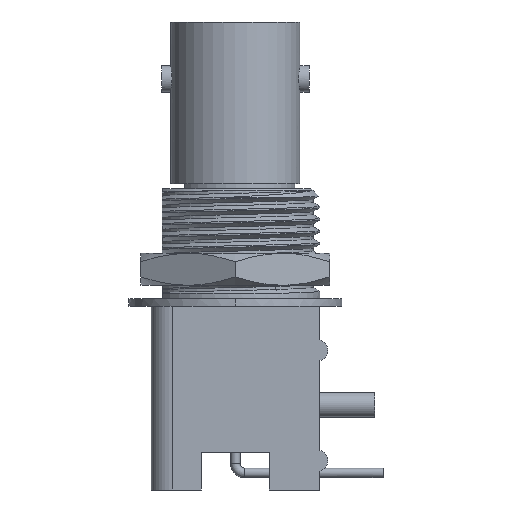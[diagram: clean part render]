
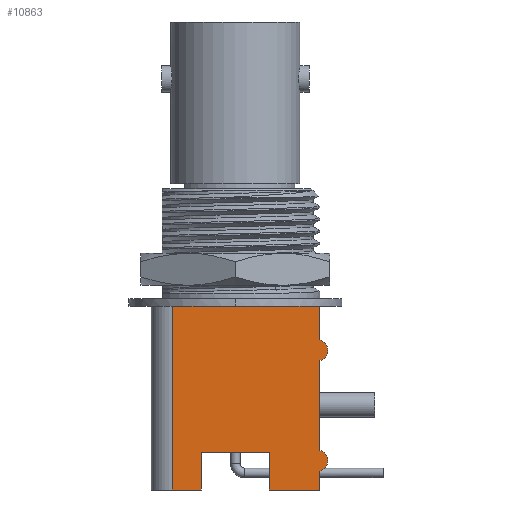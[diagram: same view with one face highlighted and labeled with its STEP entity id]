
A CAD part, left-side view. The second image highlights one B-rep face of the part: STEP entity #10863.
In plain terms, the highlighted planar face has unit normal (-1, 0, 0).
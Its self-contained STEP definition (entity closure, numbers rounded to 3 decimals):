
#2703=DIRECTION('',(0.,1.,0.));
#2704=VECTOR('',#2703,1.773);
#2705=CARTESIAN_POINT('',(-7.379,2.926,-21.209));
#2706=LINE('',#2705,#2704);
#2725=DIRECTION('',(0.,1.,0.));
#2726=VECTOR('',#2725,3.348);
#2727=CARTESIAN_POINT('',(-7.379,-6.274,-21.209));
#2728=LINE('',#2727,#2726);
#2880=DIRECTION('',(0.,0.,-1.));
#2881=VECTOR('',#2880,13.716);
#2882=CARTESIAN_POINT('',(-7.379,4.699,-21.209));
#2883=LINE('',#2882,#2881);
#2884=DIRECTION('',(0.,-1.,0.));
#2885=VECTOR('',#2884,5.851);
#2886=CARTESIAN_POINT('',(-7.379,2.926,-21.209));
#2887=LINE('',#2886,#2885);
#2888=DIRECTION('',(0.,0.,-1.));
#2889=VECTOR('',#2888,2.519);
#2890=CARTESIAN_POINT('',(-7.379,-6.274,-21.209));
#2891=LINE('',#2890,#2889);
#2892=CARTESIAN_POINT('',(-7.379,-6.121,-24.5));
#2893=DIRECTION('',(-1.,0.,0.));
#2894=DIRECTION('',(0.,-0.194,-0.981));
#2895=AXIS2_PLACEMENT_3D('',#2892,#2893,#2894);
#2897=DIRECTION('',(0.,0.,-1.));
#2898=VECTOR('',#2897,6.695);
#2899=CARTESIAN_POINT('',(-7.379,-6.274,-25.273));
#2900=LINE('',#2899,#2898);
#2901=CARTESIAN_POINT('',(-7.379,-6.121,-32.741));
#2902=DIRECTION('',(-1.,0.,0.));
#2903=DIRECTION('',(0.,-0.194,-0.981));
#2904=AXIS2_PLACEMENT_3D('',#2901,#2902,#2903);
#2906=DIRECTION('',(0.,0.,-1.));
#2907=VECTOR('',#2906,1.412);
#2908=CARTESIAN_POINT('',(-7.379,-6.274,-33.513));
#2909=LINE('',#2908,#2907);
#2910=DIRECTION('',(0.,0.,1.));
#2911=VECTOR('',#2910,2.794);
#2912=CARTESIAN_POINT('',(-7.379,-2.54,-34.925));
#2913=LINE('',#2912,#2911);
#2914=DIRECTION('',(0.,-1.,0.));
#2915=VECTOR('',#2914,5.08);
#2916=CARTESIAN_POINT('',(-7.379,2.54,-32.131));
#2917=LINE('',#2916,#2915);
#2918=DIRECTION('',(0.,0.,1.));
#2919=VECTOR('',#2918,2.794);
#2920=CARTESIAN_POINT('',(-7.379,2.54,-34.925));
#2921=LINE('',#2920,#2919);
#3158=DIRECTION('',(0.,1.,0.));
#3159=VECTOR('',#3158,2.159);
#3160=CARTESIAN_POINT('',(-7.379,2.54,-34.925));
#3161=LINE('',#3160,#3159);
#3184=DIRECTION('',(0.,1.,0.));
#3185=VECTOR('',#3184,3.734);
#3186=CARTESIAN_POINT('',(-7.379,-6.274,-34.925));
#3187=LINE('',#3186,#3185);
#3781=CARTESIAN_POINT('',(-7.379,4.699,-21.209));
#3783=VERTEX_POINT('',#3781);
#3789=CARTESIAN_POINT('',(-7.379,4.699,-34.925));
#3791=VERTEX_POINT('',#3789);
#3833=CARTESIAN_POINT('',(-7.379,-6.274,-33.513));
#3834=VERTEX_POINT('',#3833);
#3835=CARTESIAN_POINT('',(-7.379,-6.274,-31.968));
#3836=VERTEX_POINT('',#3835);
#3837=CARTESIAN_POINT('',(-7.379,-6.274,-25.273));
#3838=VERTEX_POINT('',#3837);
#3839=CARTESIAN_POINT('',(-7.379,-6.274,-23.728));
#3840=VERTEX_POINT('',#3839);
#3885=CARTESIAN_POINT('',(-7.379,-6.274,-21.209));
#3886=VERTEX_POINT('',#3885);
#3887=CARTESIAN_POINT('',(-7.379,-6.274,-34.925));
#3888=VERTEX_POINT('',#3887);
#3936=CARTESIAN_POINT('',(-7.379,2.926,-21.209));
#3938=VERTEX_POINT('',#3936);
#3939=CARTESIAN_POINT('',(-7.379,-2.926,-21.209));
#3941=VERTEX_POINT('',#3939);
#4033=CARTESIAN_POINT('',(-7.379,2.54,-32.131));
#4034=CARTESIAN_POINT('',(-7.379,-2.54,-32.131));
#4035=VERTEX_POINT('',#4033);
#4036=VERTEX_POINT('',#4034);
#4037=CARTESIAN_POINT('',(-7.379,2.54,-34.925));
#4038=VERTEX_POINT('',#4037);
#4039=CARTESIAN_POINT('',(-7.379,-2.54,-34.925));
#4040=VERTEX_POINT('',#4039);
#10832=CARTESIAN_POINT('',(-7.379,-6.274,-21.209));
#10833=DIRECTION('',(-1.,0.,0.));
#10834=DIRECTION('',(0.,1.,0.));
#10835=AXIS2_PLACEMENT_3D('',#10832,#10833,#10834);
#10836=PLANE('',#10835);
#10837=ORIENTED_EDGE('',*,*,#10722,.T.);
#10838=ORIENTED_EDGE('',*,*,#10622,.F.);
#10840=ORIENTED_EDGE('',*,*,#10839,.T.);
#10842=ORIENTED_EDGE('',*,*,#10841,.F.);
#10844=ORIENTED_EDGE('',*,*,#10843,.T.);
#10846=ORIENTED_EDGE('',*,*,#10845,.F.);
#10848=ORIENTED_EDGE('',*,*,#10847,.T.);
#10850=ORIENTED_EDGE('',*,*,#10849,.T.);
#10852=ORIENTED_EDGE('',*,*,#10851,.T.);
#10854=ORIENTED_EDGE('',*,*,#10853,.F.);
#10856=ORIENTED_EDGE('',*,*,#10855,.F.);
#10858=ORIENTED_EDGE('',*,*,#10857,.T.);
#10859=ORIENTED_EDGE('',*,*,#10824,.F.);
#10860=ORIENTED_EDGE('',*,*,#10604,.F.);
#10861=EDGE_LOOP('',(#10837,#10838,#10840,#10842,#10844,#10846,#10848,#10850,
#10852,#10854,#10856,#10858,#10859,#10860));
#10862=FACE_OUTER_BOUND('',#10861,.F.);
#2896=CIRCLE('',#2895,0.787);
#2905=CIRCLE('',#2904,0.787);
#10604=EDGE_CURVE('',#3938,#3783,#2706,.T.);
#10622=EDGE_CURVE('',#3886,#3941,#2728,.T.);
#10722=EDGE_CURVE('',#3938,#3941,#2887,.T.);
#10824=EDGE_CURVE('',#3783,#3791,#2883,.T.);
#10839=EDGE_CURVE('',#3886,#3840,#2891,.T.);
#10841=EDGE_CURVE('',#3838,#3840,#2896,.T.);
#10843=EDGE_CURVE('',#3838,#3836,#2900,.T.);
#10845=EDGE_CURVE('',#3834,#3836,#2905,.T.);
#10847=EDGE_CURVE('',#3834,#3888,#2909,.T.);
#10849=EDGE_CURVE('',#3888,#4040,#3187,.T.);
#10851=EDGE_CURVE('',#4040,#4036,#2913,.T.);
#10853=EDGE_CURVE('',#4035,#4036,#2917,.T.);
#10855=EDGE_CURVE('',#4038,#4035,#2921,.T.);
#10857=EDGE_CURVE('',#4038,#3791,#3161,.T.);
#10863=ADVANCED_FACE('',(#10862),#10836,.T.);
